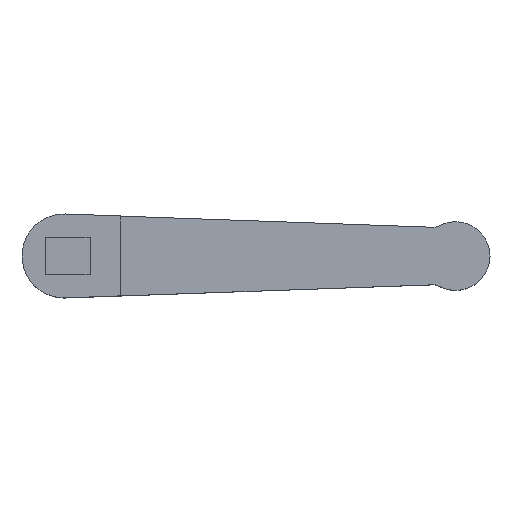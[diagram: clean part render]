
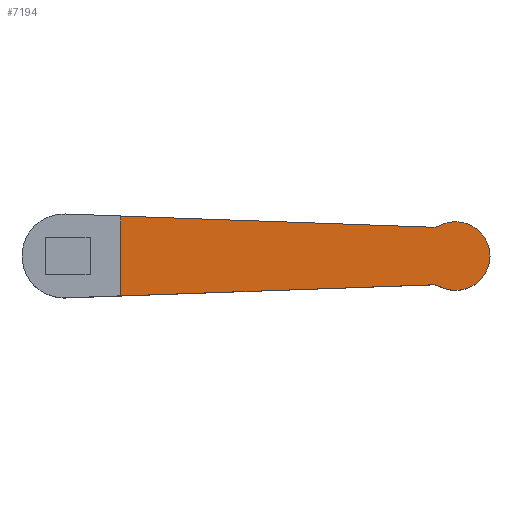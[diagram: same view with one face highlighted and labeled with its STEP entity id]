
A CAD part, top view. The second image highlights one B-rep face of the part: STEP entity #7194.
In plain terms, the highlighted planar face has unit normal (0, 0, 1).
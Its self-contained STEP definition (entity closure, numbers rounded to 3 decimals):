
#4195=CARTESIAN_POINT('POINT13',(66.675,-5.842,3.81));
#4196=VERTEX_POINT('VERTEX13',#4195);
#4204=CARTESIAN_POINT('POINT14',(66.675,5.842,3.81));
#4205=VERTEX_POINT('VERTEX14',#4204);
#4212=CARTESIAN_POINT('POS18',(66.675,0.,3.81));
#4213=DIRECTION('DIR31',(0.,0.,1.));
#4214=DIRECTION('DIR32',(0.,1.,0.));
#4215=AXIS2_PLACEMENT_3D('AXIS14',#4212,#4213,#4214);
#4216=CIRCLE('ELLIPSE9',#4215,5.842);
#4217=EDGE_CURVE('EDGE18',#4205,#4196,#4216,.F.);
#6982=CARTESIAN_POINT('POINT19',(63.987,
   5.187,3.81));
#6983=VERTEX_POINT('VERTEX19',#6982);
#6984=CARTESIAN_POINT('POS22',(66.675,0.,3.81));
#6985=DIRECTION('DIR38',(0.,0.,1.));
#6986=DIRECTION('DIR39',(0.,1.,0.));
#6987=AXIS2_PLACEMENT_3D('AXIS17',#6984,#6985,#6986);
#6988=CIRCLE('ELLIPSE10',#6987,5.842);
#6989=EDGE_CURVE('EDGE25',#6983,#4205,#6988,.F.);
#6994=CARTESIAN_POINT('POINT20',(63.987,
   -5.187,3.81));
#6995=VERTEX_POINT('VERTEX20',#6994);
#6996=CARTESIAN_POINT('POS23',(66.675,0.,3.81));
#6997=DIRECTION('DIR40',(0.,0.,1.));
#6998=DIRECTION('DIR41',(0.,1.,0.));
#6999=AXIS2_PLACEMENT_3D('AXIS18',#6996,#6997,#6998);
#7000=CIRCLE('ELLIPSE11',#6999,5.842);
#7001=EDGE_CURVE('EDGE26',#4196,#6995,#7000,.F.);
#7068=CARTESIAN_POINT('POINT25',(62.728,
   -4.904,3.81));
#7069=VERTEX_POINT('VERTEX25',#7068);
#7070=CARTESIAN_POINT('POS32',(62.818,
   -7.442,3.81));
#7071=DIRECTION('DIR52',(0.,0.,1.));
#7072=DIRECTION('DIR53',(-0.036,0.999,
   0.));
#7073=AXIS2_PLACEMENT_3D('AXIS21',#7070,#7071,#7072);
#7074=CIRCLE('ELLIPSE12',#7073,2.54);
#7075=EDGE_CURVE('EDGE33',#7069,#6995,#7074,.F.);
#7152=CARTESIAN_POINT('POINT30',(9.652,-6.803,
   3.81));
#7153=VERTEX_POINT('VERTEX30',#7152);
#7154=CARTESIAN_POINT('POINT31',(9.652,6.803,
   3.81));
#7155=VERTEX_POINT('VERTEX31',#7154);
#7156=CARTESIAN_POINT('POS42',(9.652,-3.401,
   3.81));
#7157=DIRECTION('DIR68',(0.,1.,0.));
#7158=VECTOR('VEC16',#7157,1.);
#7159=LINE('STRAIGHT16',#7156,#7158);
#7160=EDGE_CURVE('EDGE41',#7153,#7155,#7159,.T.);
#7161=ORIENTED_EDGE('COEDGE62',*,*,#7160,.F.);
#7162=CARTESIAN_POINT('POS43',(0.255,
   -7.139,3.81));
#7163=DIRECTION('DIR69',(0.999,0.036,
   0.));
#7164=VECTOR('VEC17',#7163,1.);
#7165=LINE('STRAIGHT17',#7162,#7164);
#7166=EDGE_CURVE('EDGE42',#7153,#7069,#7165,.T.);
#7167=ORIENTED_EDGE('COEDGE63',*,*,#7166,.T.);
#7168=ORIENTED_EDGE('COEDGE64',*,*,#7075,.T.);
#7169=ORIENTED_EDGE('COEDGE65',*,*,#7001,.F.);
#7170=ORIENTED_EDGE('COEDGE66',*,*,#4217,.F.);
#7171=ORIENTED_EDGE('COEDGE67',*,*,#6989,.F.);
#7172=CARTESIAN_POINT('POINT32',(62.728,
   4.904,3.81));
#7173=VERTEX_POINT('VERTEX32',#7172);
#7174=CARTESIAN_POINT('POS44',(62.818,
   7.442,3.81));
#7175=DIRECTION('DIR70',(0.,0.,1.));
#7176=DIRECTION('DIR71',(-0.036,-0.999,
   0.));
#7177=AXIS2_PLACEMENT_3D('AXIS27',#7174,#7175,#7176);
#7178=CIRCLE('ELLIPSE15',#7177,2.54);
#7179=EDGE_CURVE('EDGE43',#7173,#6983,#7178,.T.);
#7180=ORIENTED_EDGE('COEDGE68',*,*,#7179,.F.);
#7181=CARTESIAN_POINT('POS45',(33.465,
   5.951,3.81));
#7182=DIRECTION('DIR72',(-0.999,0.036,
   0.));
#7183=VECTOR('VEC18',#7182,1.);
#7184=LINE('STRAIGHT18',#7181,#7183);
#7185=EDGE_CURVE('EDGE44',#7173,#7155,#7184,.T.);
#7186=ORIENTED_EDGE('COEDGE69',*,*,#7185,.T.);
#7187=EDGE_LOOP('NONE',(#7161,#7167,#7168,#7169,#7170,#7171,#7180,#7186)
   );
#7188=FACE_BOUND('LOOP1',#7187,.T.);
#7189=CARTESIAN_POINT('POS46',(0.,0.,3.81));
#7190=DIRECTION('DIR73',(0.,0.,1.));
#7191=DIRECTION('DIR74',(1.,0.,0.));
#7192=AXIS2_PLACEMENT_3D('AXIS28',#7189,#7190,#7191);
#7193=PLANE('PLANE5',#7192);
#7194=ADVANCED_FACE('FACE15',(#7188),#7193,.T.);
